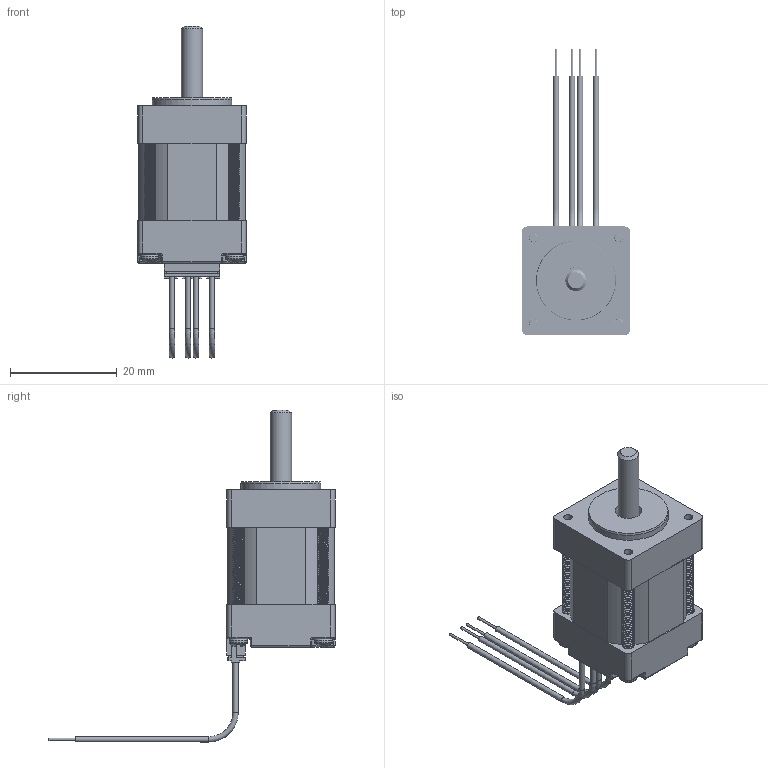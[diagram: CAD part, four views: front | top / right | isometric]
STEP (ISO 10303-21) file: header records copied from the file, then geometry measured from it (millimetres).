
FILE_DESCRIPTION (( 'STEP AP214' ), '1' );
FILE_NAME ('HT08-230_RevA.STEP', '2020-05-08T19:00:58', ( 'Kevin' ), ( 'Hewlett-Packard Company' ), 'SwSTEP 2.0', 'SolidWorks 2016', '' );
FILE_SCHEMA (( 'AUTOMOTIVE_DESIGN' ));
Length unit declared in the file: millimetre
Products named in the file (14): ZHR-6; HT08-230_SCREW M2x24_92005A010; HT08-230_CABLE_BENT; HT08-230_CONNECTOR_B6B-ZR; Lead Wire_Blue; Lead Wire_Red; Lead Wire_White; HT08-230_RevA; HT08-230_FRONT END BELL; HT08-230_SHAFT; HT08-230_LAM STACK; Lead Wire_Yellow; HT08-230_REAR END BELL; HT08-230_CONNECTOR
Assembly tree (16 placements, depth 3):
  HT08-230_RevA
    HT08-230_FRONT END BELL
    HT08-230_SHAFT
    HT08-230_LAM STACK
    HT08-230_REAR END BELL
    HT08-230_CONNECTOR
    HT08-230_SCREW M2x24_92005A010  x4
    HT08-230_CABLE_BENT
      ZHR-6
      Lead Wire_Red
      Lead Wire_Blue
      Lead Wire_Yellow
      Lead Wire_White
    HT08-230_CONNECTOR_B6B-ZR
Bounding box: 20.3 x 53.67 x 62.31 mm (x, y, z)
Volume: 11915.4 mm3; surface area: 8350.9 mm2
Topology: 15 solids, 15 shells, 946 faces, 2551 edges, 1654 vertices
Faces by surface type: cylinder 596, plane 261, torus 38, cone 23, bspline 16, sphere 12
Full cylindrical faces by diameter (mm): 0.457 x4, 0.5 x12, 0.55 x6, 1.016 x8, 1.6 x4, 2.2 x4, 3.4 x4, 4 x1, 5 x1, 5.7 x1, 15 x1
Entity records: 32830 total; most frequent: CARTESIAN_POINT 20494, ORIENTED_EDGE 2304, DIRECTION 2170, EDGE_CURVE 1152, AXIS2_PLACEMENT_3D 778, VERTEX_POINT 773, VECTOR 614, LINE 614
